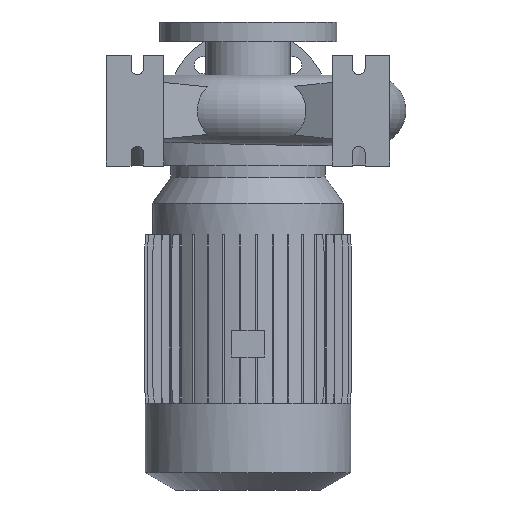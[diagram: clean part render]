
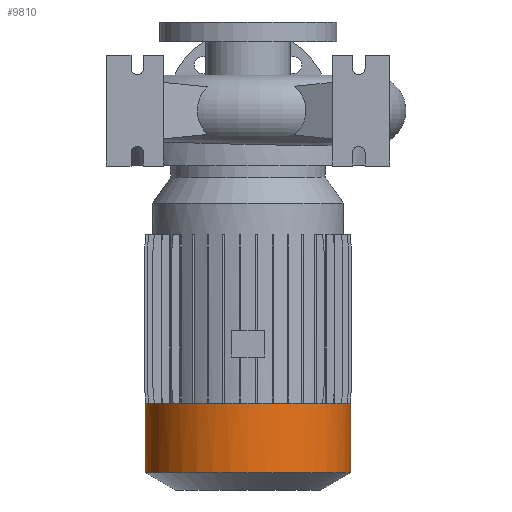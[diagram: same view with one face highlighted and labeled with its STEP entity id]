
A CAD part, front view. The second image highlights one B-rep face of the part: STEP entity #9810.
In plain terms, the highlighted cylindrical face has radius 116 mm (diameter 232 mm), a partial arc.
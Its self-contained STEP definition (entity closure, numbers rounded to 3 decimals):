
#19 = CARTESIAN_POINT ( 'NONE',  ( 116., 0., -408.4 ) ) ;
#684 = ORIENTED_EDGE ( 'NONE', *, *, #1013, .F. ) ;
#952 = CARTESIAN_POINT ( 'NONE',  ( 0., 0., -408.4 ) ) ;
#1013 = EDGE_CURVE ( 'NONE', #2447, #3575, #7637, .T. ) ;
#2061 = DIRECTION ( 'NONE',  ( 1., 0., 0. ) ) ;
#2447 = VERTEX_POINT ( 'NONE', #13977 ) ;
#2673 = VERTEX_POINT ( 'NONE', #19 ) ;
#2986 = DIRECTION ( 'NONE',  ( 1., 0., 0. ) ) ;
#3575 = VERTEX_POINT ( 'NONE', #6867 ) ;
#3693 = ORIENTED_EDGE ( 'NONE', *, *, #7229, .F. ) ;
#3832 = EDGE_LOOP ( 'NONE', ( #684, #12526, #7107, #3693 ) ) ;
#4123 = VECTOR ( 'NONE', #12082, 1000. ) ;
#4234 = EDGE_CURVE ( 'NONE', #2447, #2673, #6859, .T. ) ;
#4260 = DIRECTION ( 'NONE',  ( 1., 0., 0. ) ) ;
#4310 = DIRECTION ( 'NONE',  ( 0., 0., 1. ) ) ;
#5135 = FACE_OUTER_BOUND ( 'NONE', #3832, .T. ) ;
#5700 = AXIS2_PLACEMENT_3D ( 'NONE', #952, #11861, #2986 ) ;
#6058 = VERTEX_POINT ( 'NONE', #10491 ) ;
#6102 = LINE ( 'NONE', #8360, #12479 ) ;
#6252 = DIRECTION ( 'NONE',  ( 0., 0., 1. ) ) ;
#6614 = CARTESIAN_POINT ( 'NONE',  ( -116., 0., 100. ) ) ;
#6859 = CIRCLE ( 'NONE', #5700, 116. ) ;
#6867 = CARTESIAN_POINT ( 'NONE',  ( -116., 0., -330. ) ) ;
#7107 = ORIENTED_EDGE ( 'NONE', *, *, #12320, .T. ) ;
#7229 = EDGE_CURVE ( 'NONE', #3575, #6058, #13570, .T. ) ;
#7533 = AXIS2_PLACEMENT_3D ( 'NONE', #12166, #4310, #2061 ) ;
#7637 = LINE ( 'NONE', #6614, #4123 ) ;
#8360 = CARTESIAN_POINT ( 'NONE',  ( 116., 0., 100. ) ) ;
#8480 = AXIS2_PLACEMENT_3D ( 'NONE', #9731, #10671, #4260 ) ;
#9731 = CARTESIAN_POINT ( 'NONE',  ( 0., 0., 100. ) ) ;
#9810 = ADVANCED_FACE ( 'NONE', ( #5135 ), #12930, .T. ) ;
#10491 = CARTESIAN_POINT ( 'NONE',  ( 116., 0., -330. ) ) ;
#10671 = DIRECTION ( 'NONE',  ( 0., 0., 1. ) ) ;
#11861 = DIRECTION ( 'NONE',  ( 0., 0., 1. ) ) ;
#12082 = DIRECTION ( 'NONE',  ( 0., 0., 1. ) ) ;
#12166 = CARTESIAN_POINT ( 'NONE',  ( 0., 0., -330. ) ) ;
#12320 = EDGE_CURVE ( 'NONE', #2673, #6058, #6102, .T. ) ;
#12479 = VECTOR ( 'NONE', #6252, 1000. ) ;
#12526 = ORIENTED_EDGE ( 'NONE', *, *, #4234, .T. ) ;
#12930 = CYLINDRICAL_SURFACE ( 'NONE', #8480, 116. ) ;
#13570 = CIRCLE ( 'NONE', #7533, 116. ) ;
#13977 = CARTESIAN_POINT ( 'NONE',  ( -116., 0., -408.4 ) ) ;
